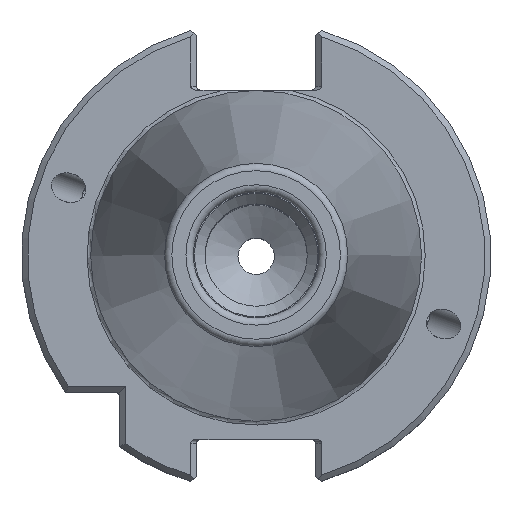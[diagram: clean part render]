
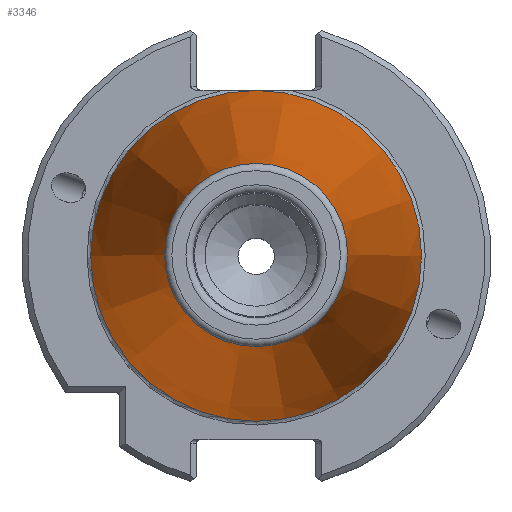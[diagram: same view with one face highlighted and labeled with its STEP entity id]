
A CAD part, top view. The second image highlights one B-rep face of the part: STEP entity #3346.
In plain terms, the highlighted conical face has half-angle 8.297 degrees and reference radius 22.395 mm.
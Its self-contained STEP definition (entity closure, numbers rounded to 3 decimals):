
#346=CONICAL_SURFACE('',#3545,22.395,0.145);
#406=CIRCLE('',#3536,12.397);
#411=CIRCLE('',#3546,22.395);
#570=ORIENTED_EDGE('',*,*,#1165,.F.);
#571=ORIENTED_EDGE('',*,*,#1186,.T.);
#1165=EDGE_CURVE('',#1491,#1491,#406,.T.);
#1186=EDGE_CURVE('',#1510,#1510,#411,.T.);
#1491=VERTEX_POINT('',#4562);
#1510=VERTEX_POINT('',#4653);
#1848=EDGE_LOOP('',(#570));
#1849=EDGE_LOOP('',(#571));
#2064=FACE_BOUND('',#1848,.T.);
#2065=FACE_BOUND('',#1849,.T.);
#3346=ADVANCED_FACE('',(#2064,#2065),#346,.T.);
#3536=AXIS2_PLACEMENT_3D('',#4561,#3893,#3894);
#3545=AXIS2_PLACEMENT_3D('',#4651,#3915,#3916);
#3546=AXIS2_PLACEMENT_3D('',#4652,#3917,#3918);
#3893=DIRECTION('',(0.,0.,1.));
#3894=DIRECTION('',(1.,0.,0.));
#3915=DIRECTION('',(0.,0.,-1.));
#3916=DIRECTION('',(-1.,0.,0.));
#3917=DIRECTION('',(0.,0.,1.));
#3918=DIRECTION('',(1.,0.,0.));
#4561=CARTESIAN_POINT('',(0.,0.,67.394));
#4562=CARTESIAN_POINT('',(12.397,0.,67.394));
#4651=CARTESIAN_POINT('',(0.,0.,-1.163));
#4652=CARTESIAN_POINT('',(0.,0.,-1.163));
#4653=CARTESIAN_POINT('',(22.395,0.,-1.163));
